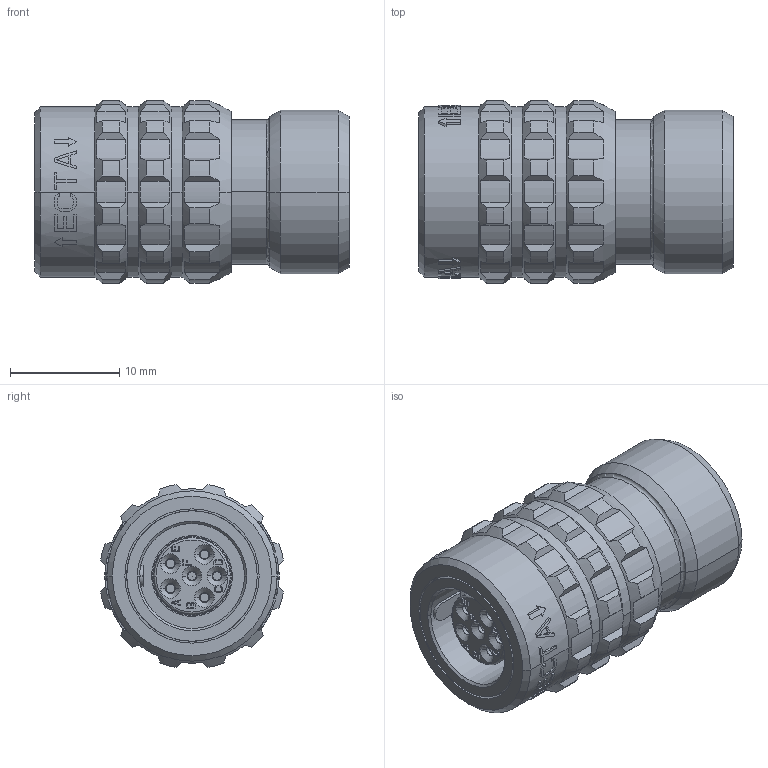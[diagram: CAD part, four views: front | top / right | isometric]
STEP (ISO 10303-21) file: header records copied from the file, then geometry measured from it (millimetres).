
FILE_DESCRIPTION((''),'2;1');
FILE_NAME('1332M006FZ','2024-07-25T15:10:50',('paultorloting'),('NET AG system integration'),'CREO PARAMETRIC BY PTC INC, 2021404','CREO PARAMETRIC BY PTC INC, 2021404','');
FILE_SCHEMA(('AUTOMOTIVE_DESIGN { 1 0 10303 214 1 1 1 1 }'));
Length unit declared in the file: millimetre
Products named in the file (1): 1332M006FZ
Bounding box: 28.8 x 16.75 x 16.75 mm (x, y, z)
Volume: 3240.5 mm3; surface area: 4687.9 mm2
Topology: 2 solids, 3 shells, 924 faces, 2364 edges, 1521 vertices
Faces by surface type: plane 496, cylinder 266, cone 75, torus 73, sphere 8, bspline 6
Entity records: 39976 total; most frequent: CARTESIAN_POINT 12975, ORIENTED_EDGE 4704, DIRECTION 4529, EDGE_CURVE 2352, AXIS2_PLACEMENT_3D 1692, VERTEX_POINT 1521, VECTOR 1142, LINE 1142
